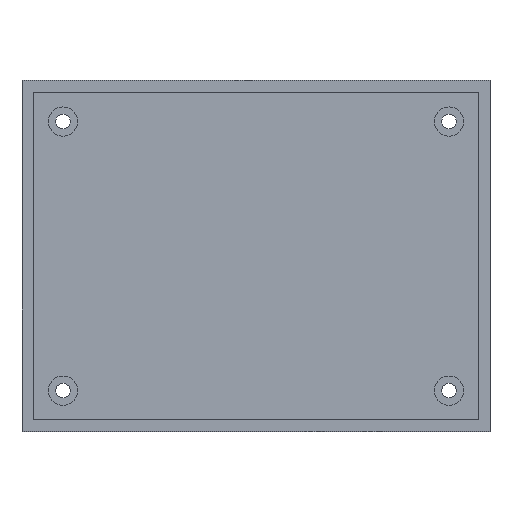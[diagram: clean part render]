
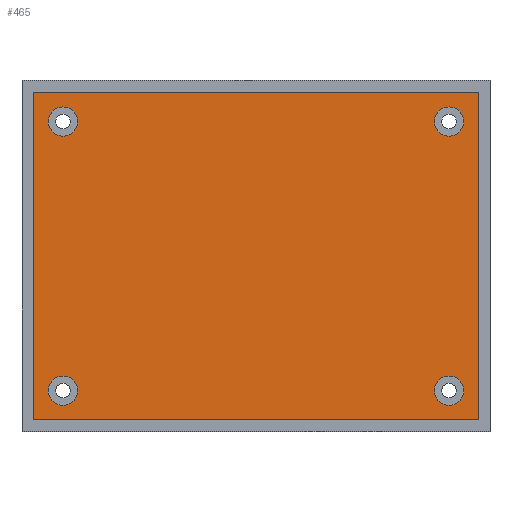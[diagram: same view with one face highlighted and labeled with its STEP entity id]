
A CAD part, top view. The second image highlights one B-rep face of the part: STEP entity #465.
In plain terms, the highlighted planar face has unit normal (0, 0, 1).
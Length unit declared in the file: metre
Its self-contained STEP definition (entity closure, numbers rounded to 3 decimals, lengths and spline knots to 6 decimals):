
#36=CIRCLE('',#522,0.0025);
#37=CIRCLE('',#523,0.0025);
#38=CIRCLE('',#524,0.0025);
#39=CIRCLE('',#525,0.0025);
#80=ORIENTED_EDGE('',*,*,#180,.F.);
#81=ORIENTED_EDGE('',*,*,#181,.F.);
#82=ORIENTED_EDGE('',*,*,#182,.F.);
#83=ORIENTED_EDGE('',*,*,#183,.F.);
#84=ORIENTED_EDGE('',*,*,#184,.F.);
#85=ORIENTED_EDGE('',*,*,#185,.F.);
#86=ORIENTED_EDGE('',*,*,#186,.T.);
#87=ORIENTED_EDGE('',*,*,#187,.T.);
#180=EDGE_CURVE('',#228,#228,#36,.T.);
#181=EDGE_CURVE('',#229,#229,#37,.T.);
#182=EDGE_CURVE('',#230,#230,#38,.T.);
#183=EDGE_CURVE('',#231,#231,#39,.T.);
#184=EDGE_CURVE('',#232,#233,#266,.T.);
#185=EDGE_CURVE('',#234,#232,#267,.T.);
#186=EDGE_CURVE('',#234,#235,#268,.T.);
#187=EDGE_CURVE('',#235,#233,#269,.T.);
#228=VERTEX_POINT('',#763);
#229=VERTEX_POINT('',#765);
#230=VERTEX_POINT('',#767);
#231=VERTEX_POINT('',#769);
#232=VERTEX_POINT('',#771);
#233=VERTEX_POINT('',#772);
#234=VERTEX_POINT('',#774);
#235=VERTEX_POINT('',#776);
#266=LINE('',#770,#290);
#267=LINE('',#773,#291);
#268=LINE('',#775,#292);
#269=LINE('',#777,#293);
#290=VECTOR('',#624,1.);
#291=VECTOR('',#625,1.);
#292=VECTOR('',#626,1.);
#293=VECTOR('',#627,1.);
#316=EDGE_LOOP('',(#80));
#317=EDGE_LOOP('',(#81));
#318=EDGE_LOOP('',(#82));
#319=EDGE_LOOP('',(#83));
#320=EDGE_LOOP('',(#84,#85,#86,#87));
#384=FACE_BOUND('',#316,.T.);
#385=FACE_BOUND('',#317,.T.);
#386=FACE_BOUND('',#318,.T.);
#387=FACE_BOUND('',#319,.T.);
#388=FACE_BOUND('',#320,.T.);
#442=PLANE('',#521);
#465=ADVANCED_FACE('',(#384,#385,#386,#387,#388),#442,.T.);
#521=AXIS2_PLACEMENT_3D('',#761,#614,#615);
#522=AXIS2_PLACEMENT_3D('',#762,#616,#617);
#523=AXIS2_PLACEMENT_3D('',#764,#618,#619);
#524=AXIS2_PLACEMENT_3D('',#766,#620,#621);
#525=AXIS2_PLACEMENT_3D('',#768,#622,#623);
#614=DIRECTION('',(0.,0.,1.));
#615=DIRECTION('',(1.,0.,0.));
#616=DIRECTION('',(0.,0.,1.));
#617=DIRECTION('',(1.,0.,0.));
#618=DIRECTION('',(0.,0.,1.));
#619=DIRECTION('',(1.,0.,0.));
#620=DIRECTION('',(0.,0.,1.));
#621=DIRECTION('',(1.,0.,0.));
#622=DIRECTION('',(0.,0.,1.));
#623=DIRECTION('',(1.,0.,0.));
#624=DIRECTION('',(-1.,0.,0.));
#625=DIRECTION('',(0.,-1.,0.));
#626=DIRECTION('',(-1.,0.,0.));
#627=DIRECTION('',(0.,-1.,0.));
#761=CARTESIAN_POINT('',(0.,0.,0.003));
#762=CARTESIAN_POINT('',(-0.033,-0.023,0.003));
#763=CARTESIAN_POINT('',(-0.0305,-0.023,0.003));
#764=CARTESIAN_POINT('',(0.033,-0.023,0.003));
#765=CARTESIAN_POINT('',(0.0355,-0.023,0.003));
#766=CARTESIAN_POINT('',(0.033,0.023,0.003));
#767=CARTESIAN_POINT('',(0.0355,0.023,0.003));
#768=CARTESIAN_POINT('',(-0.033,0.023,0.003));
#769=CARTESIAN_POINT('',(-0.0305,0.023,0.003));
#770=CARTESIAN_POINT('',(0.,-0.028,0.003));
#771=CARTESIAN_POINT('',(0.038,-0.028,0.003));
#772=CARTESIAN_POINT('',(-0.038,-0.028,0.003));
#773=CARTESIAN_POINT('',(0.038,0.,0.003));
#774=CARTESIAN_POINT('',(0.038,0.028,0.003));
#775=CARTESIAN_POINT('',(0.,0.028,0.003));
#776=CARTESIAN_POINT('',(-0.038,0.028,0.003));
#777=CARTESIAN_POINT('',(-0.038,0.,0.003));
